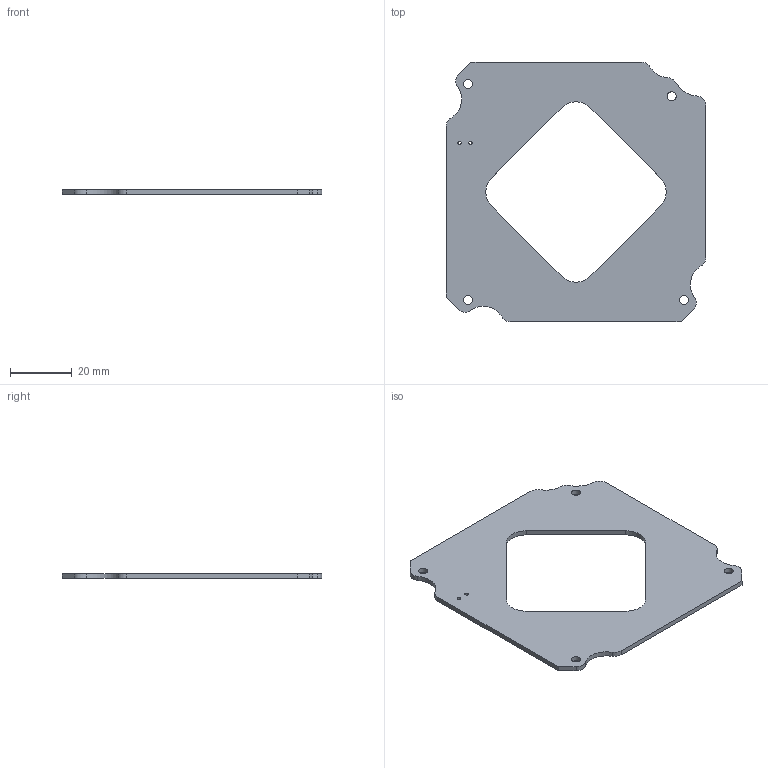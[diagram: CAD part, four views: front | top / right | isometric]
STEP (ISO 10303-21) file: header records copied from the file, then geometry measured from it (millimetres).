
FILE_DESCRIPTION(('KiCad electronic assembly'),'2;1');
FILE_NAME('PCB POWER.step','2024-01-14T11:04:29',('Pcbnew'),('Kicad'), 'Open CASCADE STEP processor 7.5','KiCad to STEP converter','Unknown' );
FILE_SCHEMA(('AUTOMOTIVE_DESIGN { 1 0 10303 214 1 1 1 1 }'));
Length unit declared in the file: millimetre
Products named in the file (2): PCB POWER 1; PCB POWER PCB
Assembly tree (1 placements, depth 2):
  PCB POWER 1
    PCB POWER PCB
Bounding box: 84 x 84 x 1.6 mm (x, y, z)
Volume: 7452.6 mm3; surface area: 10161.3 mm2
Topology: 1 solids, 1 shells, 37 faces, 105 edges, 70 vertices
Faces by surface type: cylinder 24, plane 13
Full cylindrical faces by diameter (mm): 1.1 x2, 2.9 x4
Entity records: 2811 total; most frequent: CARTESIAN_POINT 712, DIRECTION 393, LINE 219, VECTOR 219, ORIENTED_EDGE 210, PCURVE 210, DEFINITIONAL_REPRESENTATION 210, EDGE_CURVE 105
